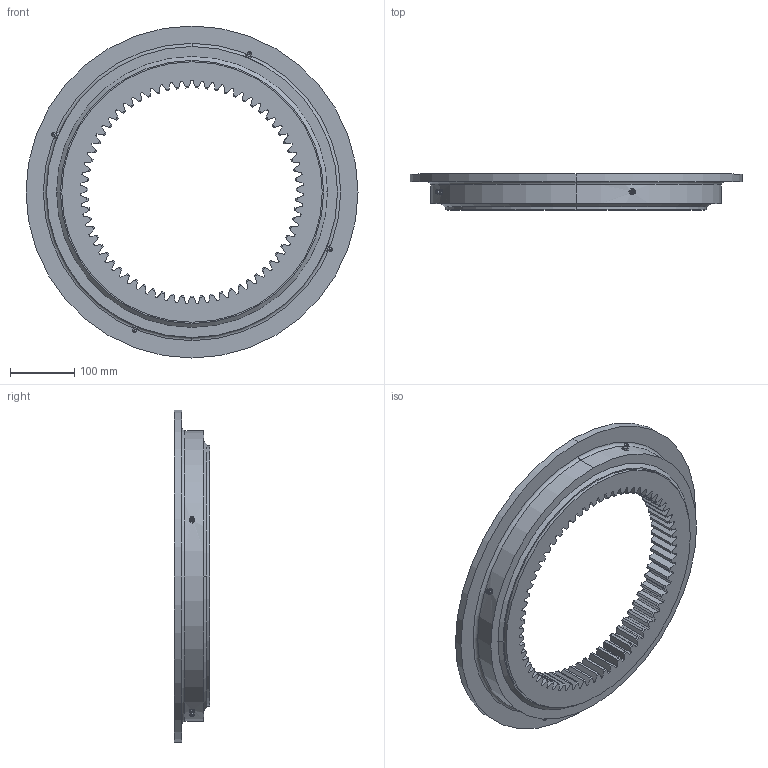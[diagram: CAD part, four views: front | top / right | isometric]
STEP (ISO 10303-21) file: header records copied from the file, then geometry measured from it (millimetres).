
FILE_DESCRIPTION (( 'STEP AP203' ), '1' );
FILE_NAME ('22-0411-00.STEP', '2017-12-27T15:33:04', ( 'defontaine' ), ( 'Hewlett-Packard Company' ), 'SwSTEP 2.0', 'SolidWorks 2016', '' );
FILE_SCHEMA (( 'CONFIG_CONTROL_DESIGN' ));
Length unit declared in the file: millimetre
Products named in the file (1): 22-0411-00
Bounding box: 518 x 56 x 518 mm (x, y, z)
Volume: 3470916.7 mm3; surface area: 633247.3 mm2
Topology: 9 solids, 9 shells, 559 faces, 1539 edges, 1013 vertices
Faces by surface type: plane 187, cylinder 167, cone 167, torus 28, sphere 10
Entity records: 18725 total; most frequent: CARTESIAN_POINT 4424, ORIENTED_EDGE 3068, DIRECTION 2946, EDGE_CURVE 1534, AXIS2_PLACEMENT_3D 1136, VERTEX_POINT 1010, LINE 674, VECTOR 674
